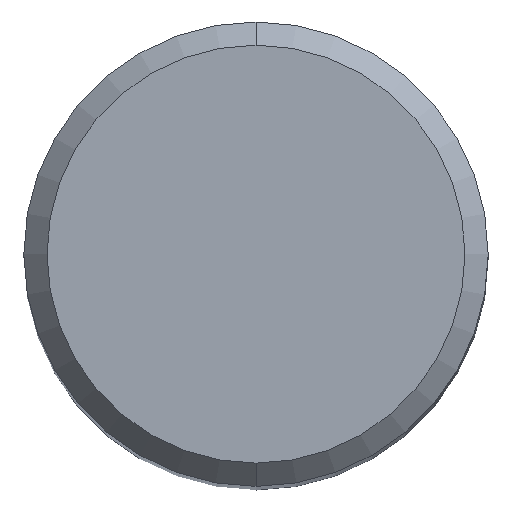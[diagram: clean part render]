
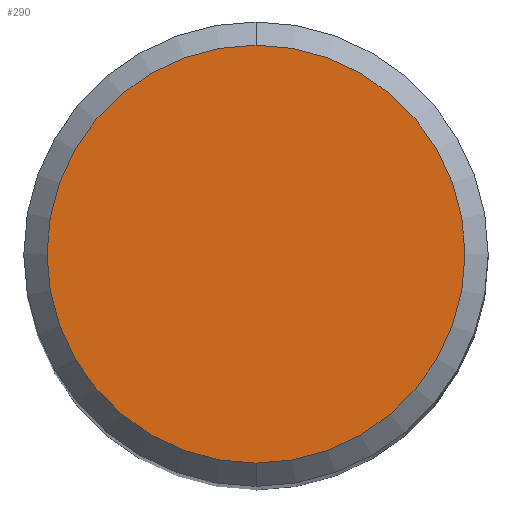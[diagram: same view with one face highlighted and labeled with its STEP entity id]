
A CAD part, top view. The second image highlights one B-rep face of the part: STEP entity #290.
In plain terms, the highlighted planar face has unit normal (0, 0, 1).
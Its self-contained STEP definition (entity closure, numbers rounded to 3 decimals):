
#290=ADVANCED_FACE('',(#697),#698,.T.);
#296=VERTEX_POINT('',#704);
#400=EDGE_CURVE('',#506,#296,#819,.T.);
#506=VERTEX_POINT('',#935);
#592=EDGE_CURVE('',#296,#506,#1030,.T.);
#697=FACE_OUTER_BOUND('',#1202,.T.);
#698=PLANE('',#1203);
#704=CARTESIAN_POINT('',(0.0,4.5,0.0));
#819=CIRCLE('',#1411,4.5);
#935=CARTESIAN_POINT('',(0.,-4.5,0.0));
#1030=CIRCLE('',#1838,4.5);
#1202=EDGE_LOOP('',(#1946,#1947));
#1203=AXIS2_PLACEMENT_3D('',#1948,#1949,#1950);
#1411=AXIS2_PLACEMENT_3D('',#2070,#2071,#2072);
#1838=AXIS2_PLACEMENT_3D('',#2326,#2327,#2328);
#1946=ORIENTED_EDGE('',*,*,#592,.F.);
#1947=ORIENTED_EDGE('',*,*,#400,.F.);
#1948=CARTESIAN_POINT('',(0.0,2.25,0.0));
#1949=DIRECTION('',(-0.0,0.0,1.0));
#1950=DIRECTION('',(0.0,-1.0,0.0));
#2070=CARTESIAN_POINT('',(0.0,0.0,0.0));
#2071=DIRECTION('',(0.0,0.0,-1.0));
#2072=DIRECTION('',(0.0,1.0,0.0));
#2326=CARTESIAN_POINT('',(0.0,0.0,0.0));
#2327=DIRECTION('',(0.0,0.0,-1.0));
#2328=DIRECTION('',(0.0,1.0,0.0));
